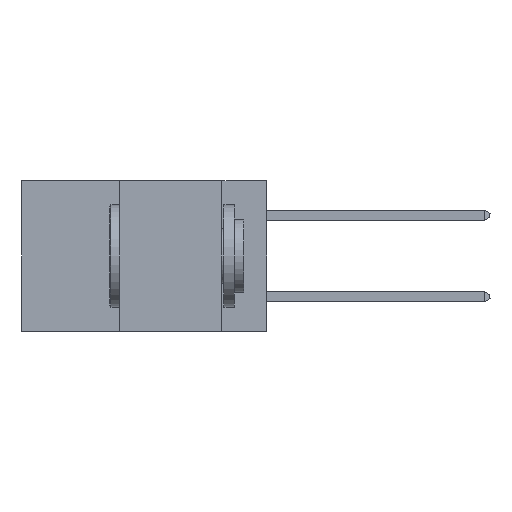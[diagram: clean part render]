
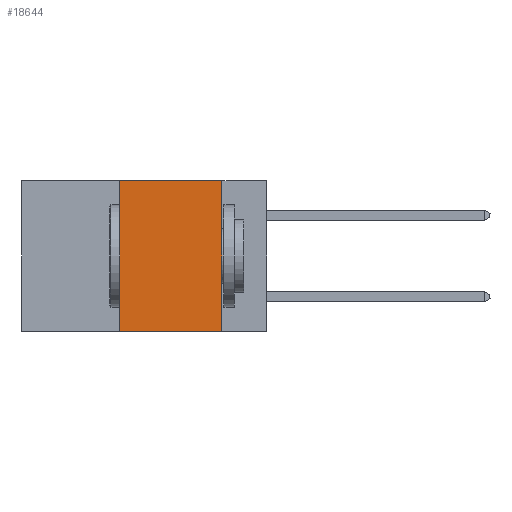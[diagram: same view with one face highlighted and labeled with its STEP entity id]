
A CAD part, left-side view. The second image highlights one B-rep face of the part: STEP entity #18644.
In plain terms, the highlighted planar face has unit normal (-1, 0, 0).
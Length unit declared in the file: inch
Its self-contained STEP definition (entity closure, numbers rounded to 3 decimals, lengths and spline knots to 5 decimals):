
#339 = LINE ( 'NONE', #20031, #19511 ) ;
#390 = EDGE_CURVE ( 'NONE', #16543, #1924, #21166, .T. ) ;
#548 = AXIS2_PLACEMENT_3D ( 'NONE', #14186, #6613, #19815 ) ;
#659 = EDGE_LOOP ( 'NONE', ( #3586, #8784, #4782, #20500 ) ) ;
#1924 = VERTEX_POINT ( 'NONE', #10345 ) ;
#3586 = ORIENTED_EDGE ( 'NONE', *, *, #390, .F. ) ;
#3807 = FACE_OUTER_BOUND ( 'NONE', #659, .T. ) ;
#4782 = ORIENTED_EDGE ( 'NONE', *, *, #6671, .F. ) ;
#4873 = DIRECTION ( 'NONE',  ( 0., -1., 0. ) ) ;
#6369 = VERTEX_POINT ( 'NONE', #8727 ) ;
#6396 = EDGE_CURVE ( 'NONE', #22604, #16543, #339, .T. ) ;
#6613 = DIRECTION ( 'NONE',  ( 1., 0., 0. ) ) ;
#6671 = EDGE_CURVE ( 'NONE', #6369, #22604, #24186, .T. ) ;
#6849 = DIRECTION ( 'NONE',  ( 0., -1., 0. ) ) ;
#8727 = CARTESIAN_POINT ( 'NONE',  ( 0., 0.36, -0.37 ) ) ;
#8784 = ORIENTED_EDGE ( 'NONE', *, *, #6396, .F. ) ;
#10012 = CARTESIAN_POINT ( 'NONE',  ( 0., 0.11, 0. ) ) ;
#10345 = CARTESIAN_POINT ( 'NONE',  ( 0., 0.11, -0.37 ) ) ;
#11258 = LINE ( 'NONE', #14427, #20571 ) ;
#11262 = VECTOR ( 'NONE', #19459, 39.37008 ) ;
#11494 = DIRECTION ( 'NONE',  ( 0., 0., 1. ) ) ;
#12775 = EDGE_CURVE ( 'NONE', #6369, #1924, #11258, .T. ) ;
#14186 = CARTESIAN_POINT ( 'NONE',  ( 0., 0.6, 0. ) ) ;
#14427 = CARTESIAN_POINT ( 'NONE',  ( 0., 0.6, -0.37 ) ) ;
#15435 = VECTOR ( 'NONE', #11494, 39.37008 ) ;
#15590 = CARTESIAN_POINT ( 'NONE',  ( 0., 0.36, 0. ) ) ;
#16543 = VERTEX_POINT ( 'NONE', #10012 ) ;
#17939 = PLANE ( 'NONE',  #548 ) ;
#18644 = ADVANCED_FACE ( 'NONE', ( #3807 ), #17939, .F. ) ;
#19459 = DIRECTION ( 'NONE',  ( 0., 0., -1. ) ) ;
#19511 = VECTOR ( 'NONE', #6849, 39.37008 ) ;
#19815 = DIRECTION ( 'NONE',  ( 0., 0., -1. ) ) ;
#20031 = CARTESIAN_POINT ( 'NONE',  ( 0., 0.6, 0. ) ) ;
#20500 = ORIENTED_EDGE ( 'NONE', *, *, #12775, .T. ) ;
#20571 = VECTOR ( 'NONE', #4873, 39.37008 ) ;
#20737 = CARTESIAN_POINT ( 'NONE',  ( 0., 0.11, 0. ) ) ;
#21166 = LINE ( 'NONE', #20737, #11262 ) ;
#22604 = VERTEX_POINT ( 'NONE', #15590 ) ;
#22660 = CARTESIAN_POINT ( 'NONE',  ( 0., 0.36, 0. ) ) ;
#24186 = LINE ( 'NONE', #22660, #15435 ) ;
